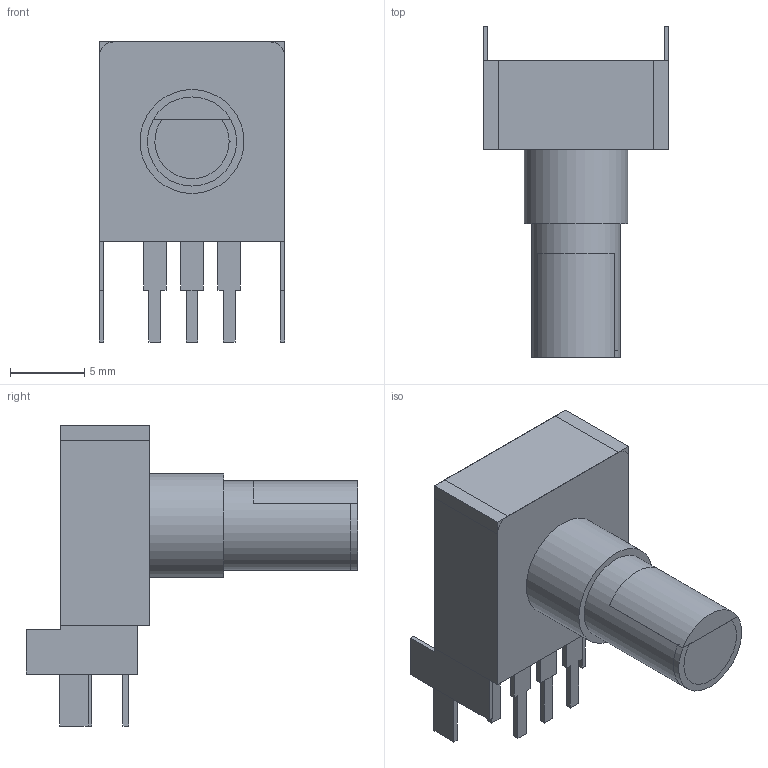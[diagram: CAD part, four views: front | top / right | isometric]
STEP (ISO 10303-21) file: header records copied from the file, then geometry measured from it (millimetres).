
FILE_DESCRIPTION(('FreeCAD Model'),'2;1');
FILE_NAME('Open CASCADE Shape Model','2022-08-06T20:56:40',(''),(''), 'Open CASCADE STEP processor 7.6','FreeCAD','Unknown');
FILE_SCHEMA(('AUTOMOTIVE_DESIGN { 1 0 10303 214 1 1 1 1 }'));
Length unit declared in the file: millimetre
Products named in the file (26): Unnamed; Body; Sketch; Pad; Sketch001; Pad001; Sketch002; Pad002; Sketch003; Pad003; Knob; DatumPlane; ReferencePad003; Sketch004; Pad004; PinC; Sketch005; Pad005; Sketch006; Pad006; Sketch007; Pad007; Sketch008; Pocket; Chamfer; Fillet
Assembly tree (29 placements, depth 2):
  Unnamed
    Body
    Sketch
    Pad
    Sketch001
    Pad001
    Sketch002
    Pad002
    Sketch003
    Pad003
    Knob
    DatumPlane
    ReferencePad003
    Sketch004
    Pad004
    PinC  x5
    Sketch005
    Pad005
    Sketch006
    Pad006
    Sketch007
    Pad007
    Sketch008
    Pocket
    Chamfer
    Fillet
Bounding box: 12.5 x 22.3 x 20.2 mm (x, y, z)
Surface area: 6684.5 mm2
Topology: 18 solids, 19 shells, 222 faces, 578 edges, 431 vertices
Faces by surface type: plane 206, cylinder 12, cone 4
Full cylindrical faces by diameter (mm): 6 x4, 7 x4
Entity records: 6267 total; most frequent: CARTESIAN_POINT 1063, DIRECTION 948, ORIENTED_EDGE 891, EDGE_CURVE 446, LINE 440, VECTOR 440, VERTEX_POINT 297, AXIS2_PLACEMENT_3D 254
